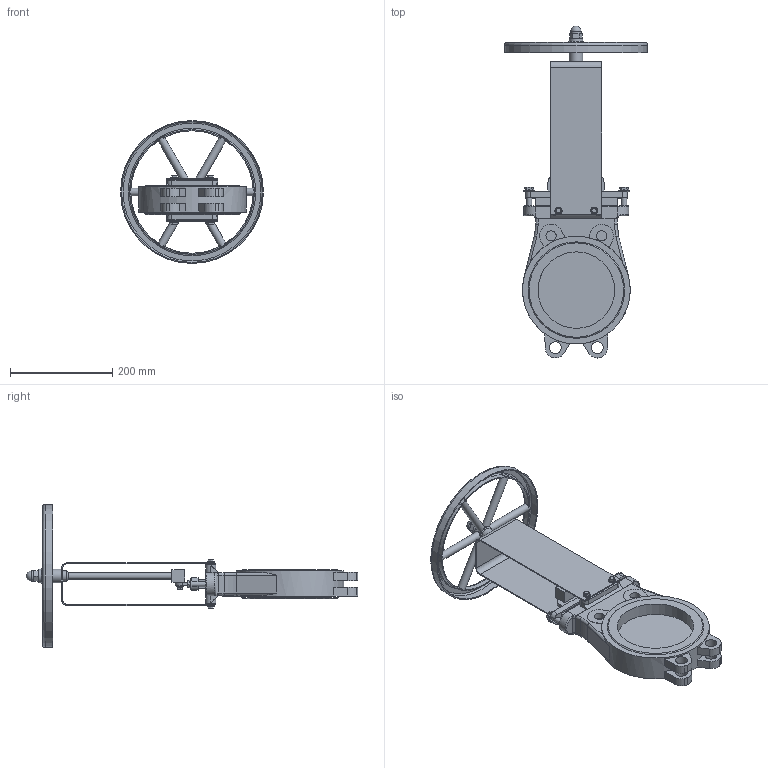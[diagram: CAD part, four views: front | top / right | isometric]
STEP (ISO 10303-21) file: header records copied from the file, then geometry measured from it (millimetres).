
FILE_DESCRIPTION(/* description */ (''),/* implementation_level */ '2;1');
FILE_NAME(/* name */ 'DN150_3D_STEP.stp',/* time_stamp */ '2024-04-01T00:51:09+03:00',/* author */ ('igorr'),/* organization */ (''),/* preprocessor_version */ 'ST-DEVELOPER v19.2',/* originating_system */ 'Autodesk Inventor 2023',/* authorisation */ '');
FILE_SCHEMA (('AUTOMOTIVE_DESIGN { 1 0 10303 214 3 1 1 }'));
Length unit declared in the file: millimetre
Products named in the file (8): Сборка; Деталь1; Деталь4; Деталь5; Деталь2; Bolt GB 5789-86-M6 x 12; Bolt GB 5789-86-M10 x 30; PN-88/M-82181 - M14
Assembly tree (13 placements, depth 2):
  Сборка
    Деталь1
    Деталь4
    Деталь5
    Деталь2
    Bolt GB 5789-86-M6 x 12  x6
    Bolt GB 5789-86-M10 x 30  x2
    PN-88/M-82181 - M14
Bounding box: 280 x 650.48 x 280 mm (x, y, z)
Volume: 2302819.5 mm3; surface area: 529165.3 mm2
Topology: 14 solids, 14 shells, 515 faces, 1302 edges, 826 vertices
Faces by surface type: plane 260, cylinder 123, bspline 58, cone 45, torus 26, sphere 3
Full cylindrical faces by diameter (mm): 6 x6, 7 x6, 8 x2, 10 x2, 11.835 x1, 12 x1, 15 x6, 20 x6, 23 x4, 26 x2, 150 x3, 211 x1, 276 x1, 280 x1
Entity records: 15716 total; most frequent: CARTESIAN_POINT 4863, ORIENTED_EDGE 2212, DIRECTION 1982, EDGE_CURVE 1106, AXIS2_PLACEMENT_3D 733, VERTEX_POINT 706, LINE 516, VECTOR 516
